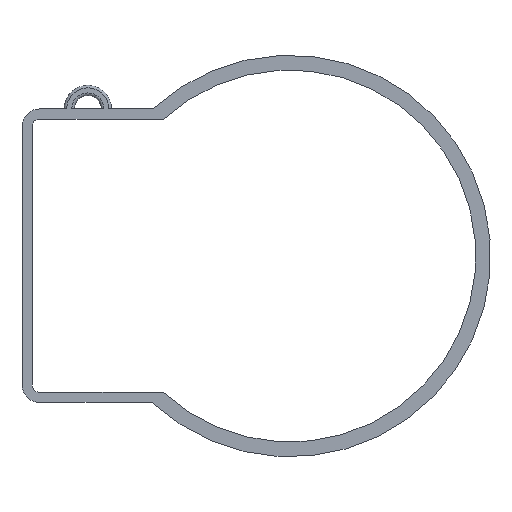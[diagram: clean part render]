
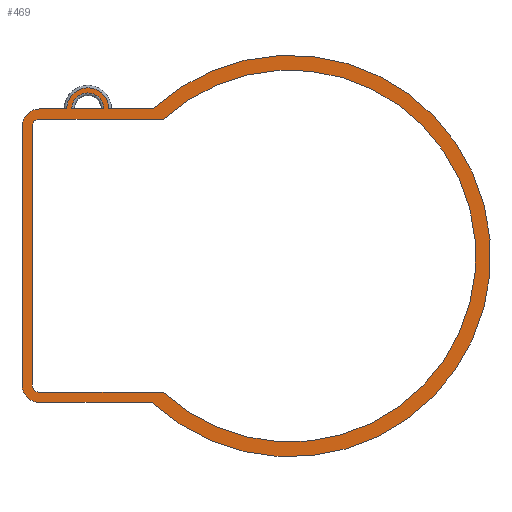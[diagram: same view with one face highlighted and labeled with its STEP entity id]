
A CAD part, front view. The second image highlights one B-rep face of the part: STEP entity #469.
In plain terms, the highlighted planar face has unit normal (0, -1, 0).
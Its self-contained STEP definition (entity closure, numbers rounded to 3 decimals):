
#31=FACE_BOUND('',#73,.T.);
#32=FACE_BOUND('',#74,.T.);
#45=FACE_OUTER_BOUND('',#72,.T.);
#72=EDGE_LOOP('',(#371,#372,#373,#374,#375,#376,#377,#378,#379,#380));
#73=EDGE_LOOP('',(#381,#382,#383,#384,#385,#386,#387));
#74=EDGE_LOOP('',(#388,#389));
#97=LINE('',#738,#134);
#100=LINE('',#744,#137);
#105=LINE('',#757,#142);
#107=LINE('',#761,#144);
#112=LINE('',#791,#149);
#113=LINE('',#796,#150);
#114=LINE('',#799,#151);
#115=LINE('',#803,#152);
#116=LINE('',#807,#153);
#134=VECTOR('',#577,10.);
#137=VECTOR('',#582,10.);
#142=VECTOR('',#597,10.);
#144=VECTOR('',#601,10.);
#149=VECTOR('',#636,10.);
#150=VECTOR('',#641,10.);
#151=VECTOR('',#644,10.);
#152=VECTOR('',#647,10.);
#153=VECTOR('',#650,10.);
#171=CIRCLE('',#498,3.5);
#172=CIRCLE('',#500,1.5);
#173=CIRCLE('',#504,1.);
#174=CIRCLE('',#506,39.685);
#182=CIRCLE('',#518,3.5);
#183=CIRCLE('',#519,1.);
#184=CIRCLE('',#520,4.165);
#185=CIRCLE('',#521,36.756);
#186=CIRCLE('',#522,1.5);
#187=CIRCLE('',#523,3.165);
#212=VERTEX_POINT('',#735);
#213=VERTEX_POINT('',#737);
#214=VERTEX_POINT('',#741);
#215=VERTEX_POINT('',#743);
#216=VERTEX_POINT('',#747);
#217=VERTEX_POINT('',#751);
#218=VERTEX_POINT('',#755);
#219=VERTEX_POINT('',#759);
#220=VERTEX_POINT('',#763);
#221=VERTEX_POINT('',#767);
#228=VERTEX_POINT('',#789);
#229=VERTEX_POINT('',#790);
#230=VERTEX_POINT('',#793);
#231=VERTEX_POINT('',#795);
#232=VERTEX_POINT('',#798);
#233=VERTEX_POINT('',#800);
#234=VERTEX_POINT('',#802);
#235=VERTEX_POINT('',#805);
#236=VERTEX_POINT('',#806);
#259=EDGE_CURVE('',#213,#212,#97,.T.);
#262=EDGE_CURVE('',#215,#214,#100,.T.);
#265=EDGE_CURVE('',#212,#216,#171,.T.);
#267=EDGE_CURVE('',#214,#217,#172,.T.);
#269=EDGE_CURVE('',#217,#218,#105,.T.);
#271=EDGE_CURVE('',#216,#219,#107,.T.);
#273=EDGE_CURVE('',#219,#220,#173,.T.);
#275=EDGE_CURVE('',#220,#221,#174,.T.);
#285=EDGE_CURVE('',#228,#229,#112,.T.);
#286=EDGE_CURVE('',#229,#213,#182,.T.);
#287=EDGE_CURVE('',#221,#230,#183,.T.);
#288=EDGE_CURVE('',#230,#231,#113,.T.);
#289=EDGE_CURVE('',#228,#231,#184,.T.);
#290=EDGE_CURVE('',#218,#232,#114,.T.);
#291=EDGE_CURVE('',#232,#233,#185,.T.);
#292=EDGE_CURVE('',#233,#234,#115,.T.);
#293=EDGE_CURVE('',#234,#215,#186,.T.);
#294=EDGE_CURVE('',#235,#236,#116,.T.);
#295=EDGE_CURVE('',#235,#236,#187,.T.);
#371=ORIENTED_EDGE('',*,*,#285,.T.);
#372=ORIENTED_EDGE('',*,*,#286,.T.);
#373=ORIENTED_EDGE('',*,*,#259,.T.);
#374=ORIENTED_EDGE('',*,*,#265,.T.);
#375=ORIENTED_EDGE('',*,*,#271,.T.);
#376=ORIENTED_EDGE('',*,*,#273,.T.);
#377=ORIENTED_EDGE('',*,*,#275,.T.);
#378=ORIENTED_EDGE('',*,*,#287,.T.);
#379=ORIENTED_EDGE('',*,*,#288,.T.);
#380=ORIENTED_EDGE('',*,*,#289,.F.);
#381=ORIENTED_EDGE('',*,*,#267,.T.);
#382=ORIENTED_EDGE('',*,*,#269,.T.);
#383=ORIENTED_EDGE('',*,*,#290,.T.);
#384=ORIENTED_EDGE('',*,*,#291,.T.);
#385=ORIENTED_EDGE('',*,*,#292,.T.);
#386=ORIENTED_EDGE('',*,*,#293,.T.);
#387=ORIENTED_EDGE('',*,*,#262,.T.);
#388=ORIENTED_EDGE('',*,*,#294,.T.);
#389=ORIENTED_EDGE('',*,*,#295,.F.);
#451=PLANE('',#517);
#469=ADVANCED_FACE('',(#45,#31,#32),#451,.T.);
#498=AXIS2_PLACEMENT_3D('',#749,#587,#588);
#500=AXIS2_PLACEMENT_3D('',#753,#592,#593);
#504=AXIS2_PLACEMENT_3D('',#765,#605,#606);
#506=AXIS2_PLACEMENT_3D('',#769,#610,#611);
#517=AXIS2_PLACEMENT_3D('',#788,#634,#635);
#518=AXIS2_PLACEMENT_3D('',#792,#637,#638);
#519=AXIS2_PLACEMENT_3D('',#794,#639,#640);
#520=AXIS2_PLACEMENT_3D('',#797,#642,#643);
#521=AXIS2_PLACEMENT_3D('',#801,#645,#646);
#522=AXIS2_PLACEMENT_3D('',#804,#648,#649);
#523=AXIS2_PLACEMENT_3D('',#808,#651,#652);
#577=DIRECTION('',(0.,0.,-1.));
#582=DIRECTION('',(0.,0.,1.));
#587=DIRECTION('center_axis',(0.,-1.,0.));
#588=DIRECTION('ref_axis',(0.,0.,
-1.));
#592=DIRECTION('center_axis',(0.,1.,0.));
#593=DIRECTION('ref_axis',(-1.,0.,0.));
#597=DIRECTION('',(1.,0.,0.));
#601=DIRECTION('',(1.,0.,0.));
#605=DIRECTION('center_axis',(0.,1.,0.));
#606=DIRECTION('ref_axis',(0.364,0.,0.932));
#610=DIRECTION('center_axis',(0.,-1.,0.));
#611=DIRECTION('ref_axis',(-1.,0.,0.));
#634=DIRECTION('center_axis',(0.,-1.,0.));
#635=DIRECTION('ref_axis',(1.,0.,0.));
#636=DIRECTION('',(-1.,0.,0.));
#637=DIRECTION('center_axis',(0.,-1.,0.));
#638=DIRECTION('ref_axis',(-1.,0.,0.));
#639=DIRECTION('center_axis',(0.,1.,0.));
#640=DIRECTION('ref_axis',(0.361,0.,-0.932));
#641=DIRECTION('',(-1.,0.,0.));
#642=DIRECTION('center_axis',(0.,1.,0.));
#643=DIRECTION('ref_axis',(0.,0.,1.));
#644=DIRECTION('',(0.,0.,-1.));
#645=DIRECTION('center_axis',(0.,1.,0.));
#646=DIRECTION('ref_axis',(-1.,0.,0.));
#647=DIRECTION('',(-1.,0.,0.));
#648=DIRECTION('center_axis',(0.,1.,0.));
#649=DIRECTION('ref_axis',(0.,0.,
-1.));
#650=DIRECTION('',(-1.,0.,0.));
#651=DIRECTION('center_axis',(0.,-1.,0.));
#652=DIRECTION('ref_axis',(0.,0.,1.));
#735=CARTESIAN_POINT('',(-58.,-4.787,-27.5));
#737=CARTESIAN_POINT('',(-58.,-4.787,23.5));
#738=CARTESIAN_POINT('',(-58.,-4.787,-14.785));
#741=CARTESIAN_POINT('',(-56.,-4.787,23.5));
#743=CARTESIAN_POINT('',(-56.,-4.787,-27.5));
#744=CARTESIAN_POINT('',(-56.,-4.787,10.715));
#747=CARTESIAN_POINT('',(-54.5,-4.787,-31.));
#749=CARTESIAN_POINT('Origin',(-54.5,-4.787,-27.5));
#751=CARTESIAN_POINT('',(-54.5,-4.787,25.));
#753=CARTESIAN_POINT('Origin',(-54.5,-4.787,23.5));
#755=CARTESIAN_POINT('',(-30.,-4.787,25.));
#757=CARTESIAN_POINT('',(-20.846,-4.787,25.));
#759=CARTESIAN_POINT('',(-32.626,-4.787,-31.));
#761=CARTESIAN_POINT('',(-21.962,-4.787,-31.));
#763=CARTESIAN_POINT('',(-31.949,-4.787,-31.264));
#765=CARTESIAN_POINT('Origin',(-32.626,-4.787,-32.));
#767=CARTESIAN_POINT('',(-31.801,-4.787,27.261));
#769=CARTESIAN_POINT('Origin',(-5.068,-4.787,-2.069));
#788=CARTESIAN_POINT('Origin',(-45.,-4.787,28.832));
#789=CARTESIAN_POINT('',(-49.165,-4.787,27.));
#790=CARTESIAN_POINT('',(-54.5,-4.787,27.));
#791=CARTESIAN_POINT('',(-33.096,-4.787,27.));
#792=CARTESIAN_POINT('Origin',(-54.5,-4.787,23.5));
#793=CARTESIAN_POINT('',(-32.475,-4.787,27.));
#794=CARTESIAN_POINT('Origin',(-32.475,-4.787,28.));
#795=CARTESIAN_POINT('',(-40.835,-4.787,27.));
#796=CARTESIAN_POINT('',(-33.096,-4.787,27.));
#797=CARTESIAN_POINT('Origin',(-45.,-4.787,27.));
#798=CARTESIAN_POINT('',(-30.,-4.787,24.938));
#799=CARTESIAN_POINT('',(-30.,-4.787,11.434));
#800=CARTESIAN_POINT('',(-30.083,-4.787,-29.));
#801=CARTESIAN_POINT('Origin',(-5.068,-4.787,-2.069));
#802=CARTESIAN_POINT('',(-54.5,-4.787,-29.));
#803=CARTESIAN_POINT('',(-33.096,-4.787,-29.));
#804=CARTESIAN_POINT('Origin',(-54.5,-4.787,-27.5));
#805=CARTESIAN_POINT('',(-41.835,-4.787,27.));
#806=CARTESIAN_POINT('',(-48.165,-4.787,27.));
#807=CARTESIAN_POINT('',(-33.096,-4.787,27.));
#808=CARTESIAN_POINT('Origin',(-45.,-4.787,27.));
